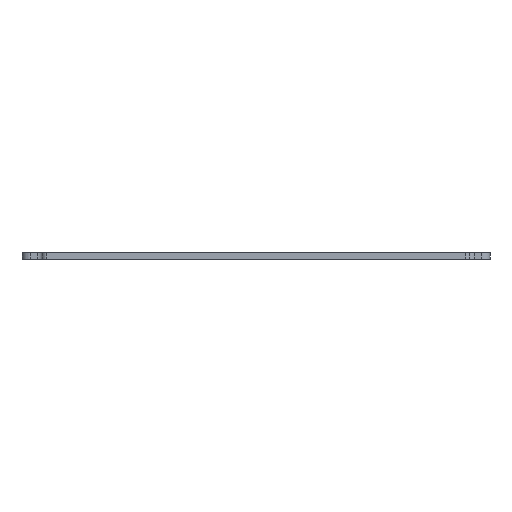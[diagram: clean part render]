
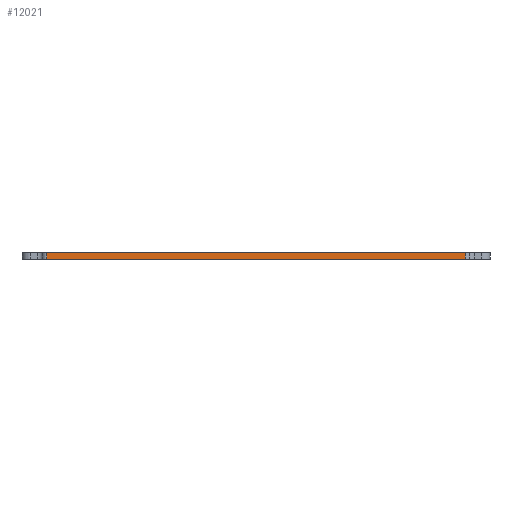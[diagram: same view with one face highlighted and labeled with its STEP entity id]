
A CAD part, left-side view. The second image highlights one B-rep face of the part: STEP entity #12021.
In plain terms, the highlighted planar face has unit normal (-1, 0, 0).
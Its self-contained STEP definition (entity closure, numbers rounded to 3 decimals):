
#449=PLANE('',#13199);
#1025=FACE_OUTER_BOUND('',#1613,.T.);
#1613=EDGE_LOOP('',(#9897,#9898,#9899,#9900));
#2911=LINE('',#20170,#4069);
#2912=LINE('',#20173,#4070);
#2913=LINE('',#20175,#4071);
#2914=LINE('',#20176,#4072);
#4069=VECTOR('',#16645,10.);
#4070=VECTOR('',#16648,10.);
#4071=VECTOR('',#16649,10.);
#4072=VECTOR('',#16650,10.);
#5839=VERTEX_POINT('',#20166);
#5840=VERTEX_POINT('',#20168);
#5841=VERTEX_POINT('',#20172);
#5842=VERTEX_POINT('',#20174);
#7575=EDGE_CURVE('',#5839,#5840,#2911,.T.);
#7576=EDGE_CURVE('',#5841,#5839,#2912,.T.);
#7577=EDGE_CURVE('',#5842,#5840,#2913,.T.);
#7578=EDGE_CURVE('',#5841,#5842,#2914,.T.);
#9897=ORIENTED_EDGE('',*,*,#7576,.T.);
#9898=ORIENTED_EDGE('',*,*,#7575,.T.);
#9899=ORIENTED_EDGE('',*,*,#7577,.F.);
#9900=ORIENTED_EDGE('',*,*,#7578,.F.);
#12021=ADVANCED_FACE('',(#1025),#449,.T.);
#13199=AXIS2_PLACEMENT_3D('',#20171,#16646,#16647);
#16645=DIRECTION('',(0.,0.,1.));
#16646=DIRECTION('center_axis',(-1.,0.,0.));
#16647=DIRECTION('ref_axis',(0.,-1.,0.));
#16648=DIRECTION('',(0.,-1.,0.));
#16649=DIRECTION('',(0.,-1.,0.));
#16650=DIRECTION('',(0.,0.,1.));
#20166=CARTESIAN_POINT('',(-67.944,-105.728,0.));
#20168=CARTESIAN_POINT('',(-67.944,-105.728,1.5));
#20170=CARTESIAN_POINT('',(-67.944,-105.728,0.));
#20171=CARTESIAN_POINT('Origin',(-67.944,-12.059,0.));
#20172=CARTESIAN_POINT('',(-67.944,-12.059,0.));
#20173=CARTESIAN_POINT('',(-67.944,-12.059,0.));
#20174=CARTESIAN_POINT('',(-67.944,-12.059,1.5));
#20175=CARTESIAN_POINT('',(-67.944,-12.059,1.5));
#20176=CARTESIAN_POINT('',(-67.944,-12.059,0.));
